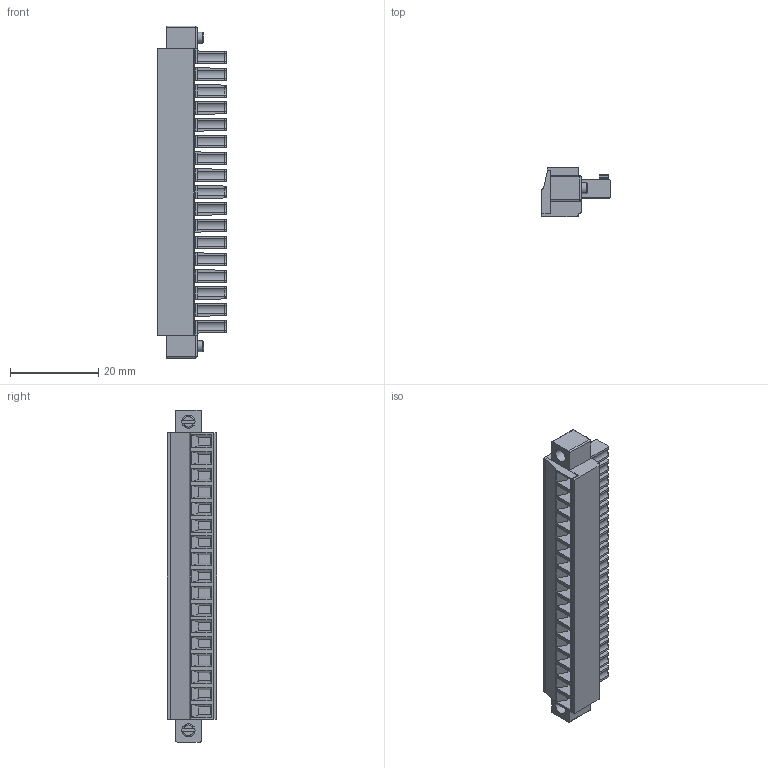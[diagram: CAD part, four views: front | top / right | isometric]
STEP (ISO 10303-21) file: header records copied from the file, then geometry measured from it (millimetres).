
FILE_DESCRIPTION(('STEP AP214'),'1');
FILE_NAME('SH09-7,62-K-S.stp','2018-11-19T11:50:21',(' '),(' '),'Spatial InterOp 3D',' ',' ');
FILE_SCHEMA(('AUTOMOTIVE_DESIGN { 1 0 10303 214 1 1 1 1 }'));
Length unit declared in the file: metre
Products named in the file (1): 1
Bounding box: 15.5 x 11.1 x 75.17 mm (x, y, z)
Volume: 6293.7 mm3; surface area: 7214.7 mm2
Topology: 1 solids, 1 shells, 1254 faces, 3314 edges, 2111 vertices
Faces by surface type: plane 827, cylinder 297, cone 53, torus 39, sphere 38
Full cylindrical faces by diameter (mm): 1.2 x17, 1.8 x8, 2.5 x2, 2.8 x17, 3 x19
Entity records: 47356 total; most frequent: CARTESIAN_POINT 7179, ORIENTED_EDGE 6148, DIRECTION 6136, EDGE_CURVE 3074, LINE 2290, VECTOR 2290, VERTEX_POINT 2025, AXIS2_PLACEMENT_3D 1923
